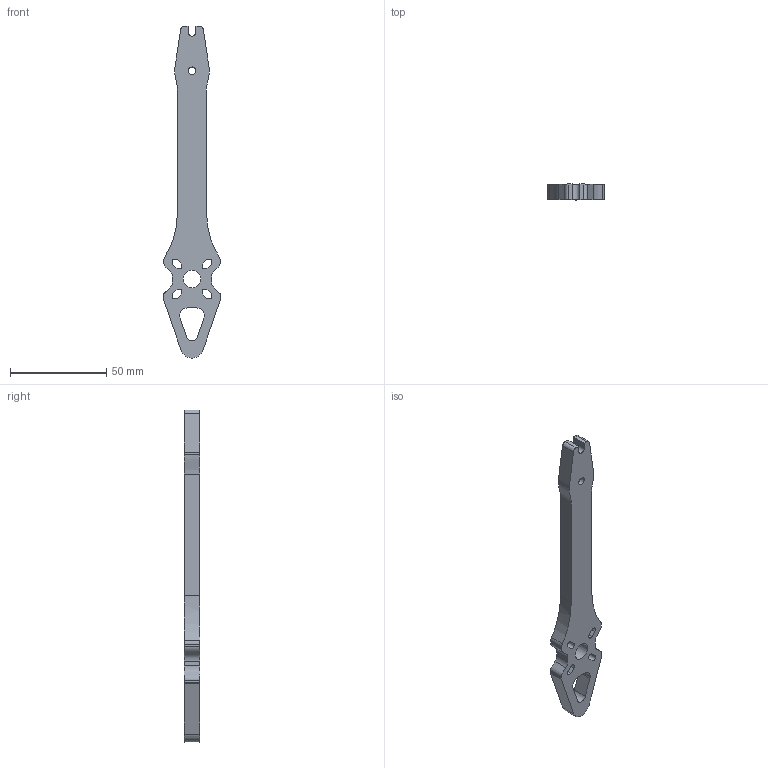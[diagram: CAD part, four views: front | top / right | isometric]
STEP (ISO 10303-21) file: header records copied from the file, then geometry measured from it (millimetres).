
FILE_DESCRIPTION(/* description */ (''),/* implementation_level */ '2;1');
FILE_NAME(/* name */ 'Arms 8mm Carbon.step',/* time_stamp */ '2025-07-31T19:07:18-04:00',/* author */ (''),/* organization */ (''),/* preprocessor_version */ 'ST-DEVELOPER v20.1',/* originating_system */ 'Autodesk Translation Framework v14.10.0.0',/* authorisation */ '');
FILE_SCHEMA (('AUTOMOTIVE_DESIGN { 1 0 10303 214 3 1 1 }'));
Length unit declared in the file: millimetre
Products named in the file (1): Arm 8mm Carbon
Bounding box: 29.68 x 8 x 172.23 mm (x, y, z)
Volume: 21668.3 mm3; surface area: 9687.2 mm2
Topology: 1 solids, 1 shells, 64 faces, 186 edges, 124 vertices
Faces by surface type: plane 29, cylinder 27, bspline 8
Full cylindrical faces by diameter (mm): 4 x1, 9 x1
Entity records: 2401 total; most frequent: CARTESIAN_POINT 671, ORIENTED_EDGE 372, DIRECTION 338, EDGE_CURVE 186, VERTEX_POINT 124, LINE 116, VECTOR 116, AXIS2_PLACEMENT_3D 111
